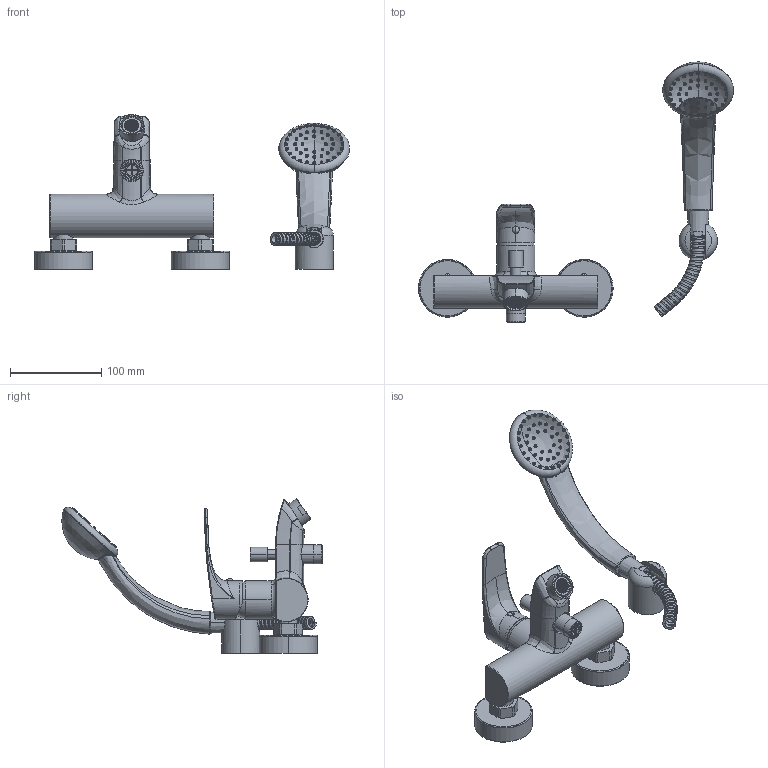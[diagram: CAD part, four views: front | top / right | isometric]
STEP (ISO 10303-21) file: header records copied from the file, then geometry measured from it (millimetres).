
FILE_DESCRIPTION((''),'2;1');
FILE_NAME('LM026CR','2021-11-29T13:49:10',('ut3'),('PAFFONI SpA'),'CREO PARAMETRIC BY PTC INC, 2020044','CREO PARAMETRIC BY PTC INC, 2020044','');
FILE_SCHEMA(('CONFIG_CONTROL_DESIGN','SHAPE_APPEARANCE_LAYERS_GROUPS'));
Products named in the file (1): LM026CR
Bounding box: 345.46 x 285.46 x 169.8 mm (x, y, z)
Volume: 435327.1 mm3; surface area: 231461.3 mm2
Topology: 10 solids, 11 shells, 3267 faces, 8947 edges, 5790 vertices
Faces by surface type: plane 2105, cylinder 654, bspline 241, cone 141, torus 98, sphere 28
Entity records: 171598 total; most frequent: CARTESIAN_POINT 66205, ORIENTED_EDGE 17860, DIRECTION 16985, EDGE_CURVE 8930, AXIS2_PLACEMENT_3D 5845, VERTEX_POINT 5789, VECTOR 5295, LINE 5295
